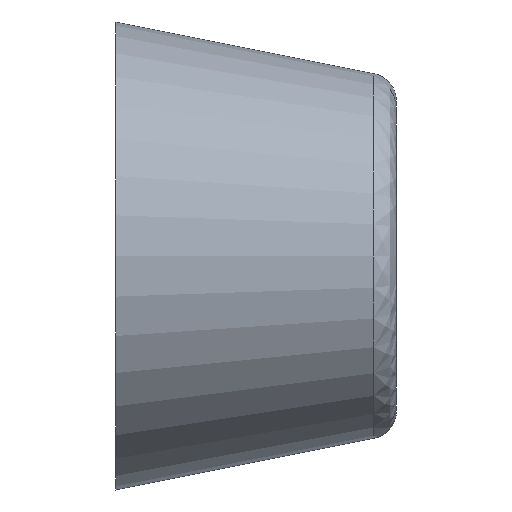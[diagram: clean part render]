
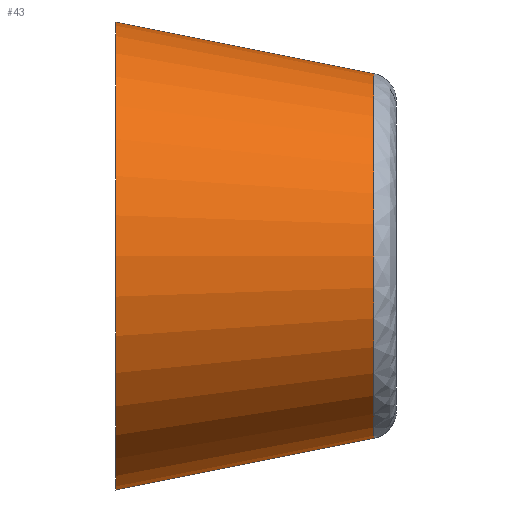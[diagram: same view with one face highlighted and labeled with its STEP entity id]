
A CAD part, left-side view. The second image highlights one B-rep face of the part: STEP entity #43.
In plain terms, the highlighted free-form (B-spline) face has degree [2, 1] with [5, 2] control points.
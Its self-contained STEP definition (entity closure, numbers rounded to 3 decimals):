
#43=ADVANCED_FACE('',(#85),#84,.T.);
#84=( BOUNDED_SURFACE() B_SPLINE_SURFACE( 2,1,((#182,#183),(#184,#185),(#186,#187),(#188,#189),(#190,#191)), .UNSPECIFIED.,.F.,.F.,.F.) B_SPLINE_SURFACE_WITH_KNOTS((3,2,3),(2,2),(0.,0.5,1.),(0.,1.), .UNSPECIFIED. ) GEOMETRIC_REPRESENTATION_ITEM() RATIONAL_B_SPLINE_SURFACE(((1.,1.),(0.707,0.707),(1.,1.),(0.707,0.707),(1.,1.))) REPRESENTATION_ITEM('') SURFACE() );
#85=FACE_OUTER_BOUND('',#192,.T.);
#182=CARTESIAN_POINT('',(0.,-13.794,-9.741));
#183=CARTESIAN_POINT('',(0.,0.,-12.5));
#184=CARTESIAN_POINT('',(-9.741,-13.794,-9.741));
#185=CARTESIAN_POINT('',(-12.5,0.,-12.5));
#186=CARTESIAN_POINT('',(-9.741,-13.794,0.));
#187=CARTESIAN_POINT('',(-12.5,0.,0.));
#188=CARTESIAN_POINT('',(-9.741,-13.794,9.741));
#189=CARTESIAN_POINT('',(-12.5,0.,12.5));
#190=CARTESIAN_POINT('',(0.,-13.794,9.741));
#191=CARTESIAN_POINT('',(0.,0.,12.5));
#192=EDGE_LOOP('',(#288,#289,#290,#291));
#288=ORIENTED_EDGE('',*,*,#320,.T.);
#289=ORIENTED_EDGE('',*,*,#332,.F.);
#290=ORIENTED_EDGE('',*,*,#333,.F.);
#291=ORIENTED_EDGE('',*,*,#334,.T.);
#320=EDGE_CURVE('',#342,#343,#344,.T.);
#332=EDGE_CURVE('',#426,#343,#427,.T.);
#333=EDGE_CURVE('',#433,#426,#434,.T.);
#334=EDGE_CURVE('',#433,#342,#440,.T.);
#342=VERTEX_POINT('',#488);
#343=VERTEX_POINT('',#489);
#344=CIRCLE('',#493,12.5);
#426=VERTEX_POINT('',#548);
#427=(BOUNDED_CURVE() B_SPLINE_CURVE(1,(#549,#550),.UNSPECIFIED.,.F.,.F.) B_SPLINE_CURVE_WITH_KNOTS((2,2),(0.,1.),.UNSPECIFIED.) CURVE() GEOMETRIC_REPRESENTATION_ITEM() RATIONAL_B_SPLINE_CURVE((1.,1.)) REPRESENTATION_ITEM('') );
#433=VERTEX_POINT('',#551);
#434=CIRCLE('',#555,9.741);
#440=(BOUNDED_CURVE() B_SPLINE_CURVE(1,(#556,#557),.UNSPECIFIED.,.F.,.F.) B_SPLINE_CURVE_WITH_KNOTS((2,2),(0.,1.),.UNSPECIFIED.) CURVE() GEOMETRIC_REPRESENTATION_ITEM() RATIONAL_B_SPLINE_CURVE((0.75,0.75)) REPRESENTATION_ITEM('') );
#488=CARTESIAN_POINT('',(0.,0.,12.5));
#489=CARTESIAN_POINT('',(0.,0.,-12.5));
#490=CARTESIAN_POINT('',(0.,0.,0.));
#491=DIRECTION('',(0.,-1.,0.));
#492=DIRECTION('',(0.,0.,-1.));
#493=AXIS2_PLACEMENT_3D('',#490,#491,#492);
#548=CARTESIAN_POINT('',(0.,-13.794,-9.741));
#549=CARTESIAN_POINT('',(0.,-13.794,-9.741));
#550=CARTESIAN_POINT('',(0.,0.,-12.5));
#551=CARTESIAN_POINT('',(0.,-13.794,9.741));
#552=CARTESIAN_POINT('',(0.,-13.794,0.));
#553=DIRECTION('',(0.,-1.,0.));
#554=DIRECTION('',(0.,0.,-1.));
#555=AXIS2_PLACEMENT_3D('',#552,#553,#554);
#556=CARTESIAN_POINT('',(0.,-13.794,9.741));
#557=CARTESIAN_POINT('',(0.,0.,12.5));
